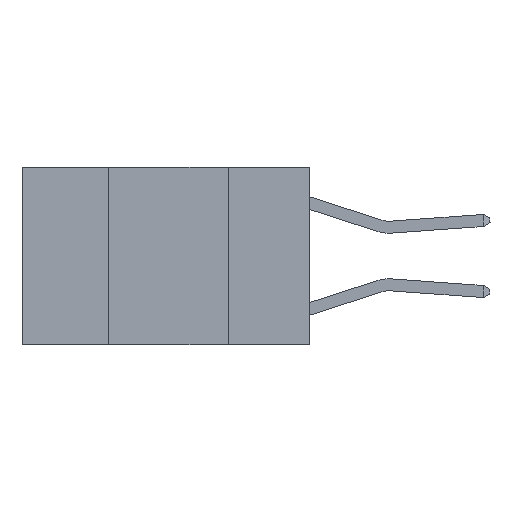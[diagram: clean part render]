
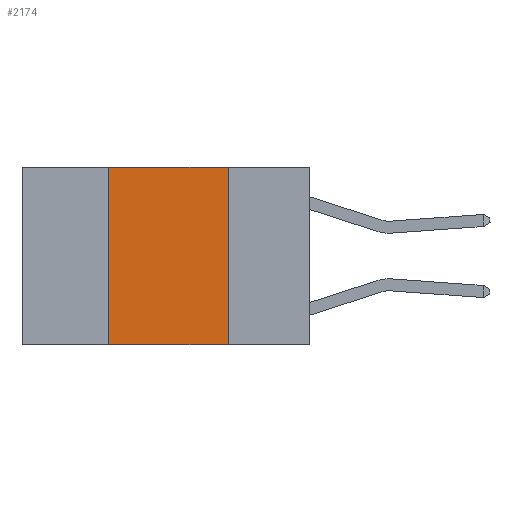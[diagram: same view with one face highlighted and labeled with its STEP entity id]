
A CAD part, left-side view. The second image highlights one B-rep face of the part: STEP entity #2174.
In plain terms, the highlighted planar face has unit normal (-1, 0, 0).
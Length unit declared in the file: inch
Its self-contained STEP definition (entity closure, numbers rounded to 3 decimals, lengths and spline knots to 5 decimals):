
#979 = CARTESIAN_POINT ( 'NONE',  ( 0., 0.42, 0. ) ) ;
#1074 = VERTEX_POINT ( 'NONE', #7741 ) ;
#1272 = DIRECTION ( 'NONE',  ( 0., 0., -1. ) ) ;
#1298 = CARTESIAN_POINT ( 'NONE',  ( 0., 0.42, -0.37 ) ) ;
#1372 = EDGE_LOOP ( 'NONE', ( #9891, #8088, #9057, #7483 ) ) ;
#1476 = DIRECTION ( 'NONE',  ( 0., -1., 0. ) ) ;
#1656 = LINE ( 'NONE', #8094, #8264 ) ;
#2174 = ADVANCED_FACE ( 'NONE', ( #6904 ), #7167, .F. ) ;
#2548 = LINE ( 'NONE', #10540, #9240 ) ;
#2742 = EDGE_CURVE ( 'NONE', #7925, #1074, #2548, .T. ) ;
#3054 = DIRECTION ( 'NONE',  ( 0., 0., -1. ) ) ;
#3161 = VECTOR ( 'NONE', #1272, 39.37008 ) ;
#4173 = CARTESIAN_POINT ( 'NONE',  ( 0., 0.17, -0.37 ) ) ;
#4675 = EDGE_CURVE ( 'NONE', #1074, #10439, #9572, .T. ) ;
#4816 = EDGE_CURVE ( 'NONE', #9524, #7925, #1656, .T. ) ;
#4832 = EDGE_CURVE ( 'NONE', #9524, #10439, #5651, .T. ) ;
#5523 = CARTESIAN_POINT ( 'NONE',  ( 0., 0.6, 0. ) ) ;
#5651 = LINE ( 'NONE', #8131, #9829 ) ;
#5735 = DIRECTION ( 'NONE',  ( 0., 0., 1. ) ) ;
#6391 = CARTESIAN_POINT ( 'NONE',  ( 0., 0.17, 0. ) ) ;
#6904 = FACE_OUTER_BOUND ( 'NONE', #1372, .T. ) ;
#7167 = PLANE ( 'NONE',  #8552 ) ;
#7448 = DIRECTION ( 'NONE',  ( 0., -1., 0. ) ) ;
#7483 = ORIENTED_EDGE ( 'NONE', *, *, #4832, .T. ) ;
#7741 = CARTESIAN_POINT ( 'NONE',  ( 0., 0.17, 0. ) ) ;
#7920 = DIRECTION ( 'NONE',  ( 1., 0., 0. ) ) ;
#7925 = VERTEX_POINT ( 'NONE', #979 ) ;
#8088 = ORIENTED_EDGE ( 'NONE', *, *, #2742, .F. ) ;
#8094 = CARTESIAN_POINT ( 'NONE',  ( 0., 0.42, 0. ) ) ;
#8131 = CARTESIAN_POINT ( 'NONE',  ( 0., 0.6, -0.37 ) ) ;
#8264 = VECTOR ( 'NONE', #5735, 39.37008 ) ;
#8552 = AXIS2_PLACEMENT_3D ( 'NONE', #5523, #7920, #3054 ) ;
#9057 = ORIENTED_EDGE ( 'NONE', *, *, #4816, .F. ) ;
#9240 = VECTOR ( 'NONE', #7448, 39.37008 ) ;
#9524 = VERTEX_POINT ( 'NONE', #1298 ) ;
#9572 = LINE ( 'NONE', #6391, #3161 ) ;
#9829 = VECTOR ( 'NONE', #1476, 39.37008 ) ;
#9891 = ORIENTED_EDGE ( 'NONE', *, *, #4675, .F. ) ;
#10439 = VERTEX_POINT ( 'NONE', #4173 ) ;
#10540 = CARTESIAN_POINT ( 'NONE',  ( 0., 0.6, 0. ) ) ;
